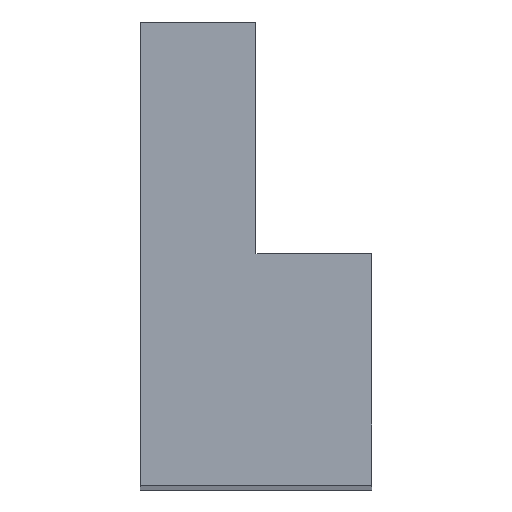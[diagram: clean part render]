
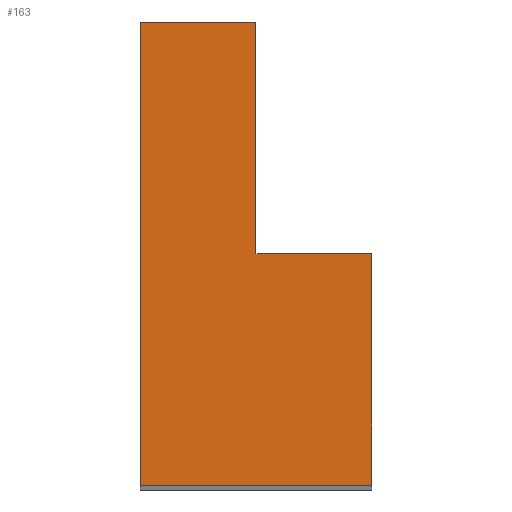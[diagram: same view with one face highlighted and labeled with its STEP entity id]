
A CAD part, top view. The second image highlights one B-rep face of the part: STEP entity #163.
In plain terms, the highlighted planar face has unit normal (0, 0, 1).
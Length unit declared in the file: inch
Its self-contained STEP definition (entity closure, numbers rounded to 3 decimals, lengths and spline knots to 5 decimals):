
#6 = ORIENTED_EDGE ( 'NONE', *, *, #118, .T. ) ;
#10 = DIRECTION ( 'NONE',  ( 0., -1., 0. ) ) ;
#13 = VECTOR ( 'NONE', #322, 39.37008 ) ;
#21 = VERTEX_POINT ( 'NONE', #56 ) ;
#24 = EDGE_CURVE ( 'NONE', #336, #21, #213, .T. ) ;
#38 = CARTESIAN_POINT ( 'NONE',  ( 0., 0., 3. ) ) ;
#40 = LINE ( 'NONE', #369, #364 ) ;
#49 = ORIENTED_EDGE ( 'NONE', *, *, #210, .T. ) ;
#56 = CARTESIAN_POINT ( 'NONE',  ( 0., 0., 3. ) ) ;
#58 = DIRECTION ( 'NONE',  ( 0., 1., 0. ) ) ;
#60 = CARTESIAN_POINT ( 'NONE',  ( -0.25, 0.5, 3. ) ) ;
#74 = VERTEX_POINT ( 'NONE', #358 ) ;
#76 = VERTEX_POINT ( 'NONE', #198 ) ;
#77 = CARTESIAN_POINT ( 'NONE',  ( 0., 0.5, 3. ) ) ;
#85 = CARTESIAN_POINT ( 'NONE',  ( 0., 0.5, 3. ) ) ;
#99 = EDGE_CURVE ( 'NONE', #76, #336, #162, .T. ) ;
#112 = VERTEX_POINT ( 'NONE', #229 ) ;
#118 = EDGE_CURVE ( 'NONE', #223, #112, #329, .T. ) ;
#121 = ORIENTED_EDGE ( 'NONE', *, *, #99, .T. ) ;
#133 = PLANE ( 'NONE',  #181 ) ;
#140 = ORIENTED_EDGE ( 'NONE', *, *, #262, .T. ) ;
#162 = LINE ( 'NONE', #394, #371 ) ;
#163 = ADVANCED_FACE ( 'NONE', ( #237 ), #133, .F. ) ;
#181 = AXIS2_PLACEMENT_3D ( 'NONE', #38, #241, #407 ) ;
#193 = CARTESIAN_POINT ( 'NONE',  ( 0., 0., 3. ) ) ;
#196 = DIRECTION ( 'NONE',  ( -1., 0., 0. ) ) ;
#198 = CARTESIAN_POINT ( 'NONE',  ( 0.25, -0.5, 3. ) ) ;
#210 = EDGE_CURVE ( 'NONE', #112, #74, #276, .T. ) ;
#213 = LINE ( 'NONE', #193, #13 ) ;
#223 = VERTEX_POINT ( 'NONE', #77 ) ;
#229 = CARTESIAN_POINT ( 'NONE',  ( -0.25, 0.5, 3. ) ) ;
#234 = VECTOR ( 'NONE', #255, 39.37008 ) ;
#237 = FACE_OUTER_BOUND ( 'NONE', #254, .T. ) ;
#241 = DIRECTION ( 'NONE',  ( 0., 0., -1. ) ) ;
#249 = CARTESIAN_POINT ( 'NONE',  ( 0.25, 0., 3. ) ) ;
#254 = EDGE_LOOP ( 'NONE', ( #6, #49, #140, #121, #283, #410 ) ) ;
#255 = DIRECTION ( 'NONE',  ( 0., 1., 0. ) ) ;
#262 = EDGE_CURVE ( 'NONE', #74, #76, #40, .T. ) ;
#264 = VECTOR ( 'NONE', #196, 39.37008 ) ;
#274 = DIRECTION ( 'NONE',  ( 1., 0., 0. ) ) ;
#276 = LINE ( 'NONE', #397, #383 ) ;
#283 = ORIENTED_EDGE ( 'NONE', *, *, #24, .T. ) ;
#304 = EDGE_CURVE ( 'NONE', #21, #223, #384, .T. ) ;
#322 = DIRECTION ( 'NONE',  ( -1., 0., 0. ) ) ;
#329 = LINE ( 'NONE', #60, #264 ) ;
#336 = VERTEX_POINT ( 'NONE', #249 ) ;
#358 = CARTESIAN_POINT ( 'NONE',  ( -0.25, -0.5, 3. ) ) ;
#364 = VECTOR ( 'NONE', #274, 39.37008 ) ;
#369 = CARTESIAN_POINT ( 'NONE',  ( 0.25, -0.5, 3. ) ) ;
#371 = VECTOR ( 'NONE', #58, 39.37008 ) ;
#383 = VECTOR ( 'NONE', #10, 39.37008 ) ;
#384 = LINE ( 'NONE', #85, #234 ) ;
#394 = CARTESIAN_POINT ( 'NONE',  ( 0.25, 0., 3. ) ) ;
#397 = CARTESIAN_POINT ( 'NONE',  ( -0.25, -0.5, 3. ) ) ;
#407 = DIRECTION ( 'NONE',  ( -1., 0., 0. ) ) ;
#410 = ORIENTED_EDGE ( 'NONE', *, *, #304, .T. ) ;
